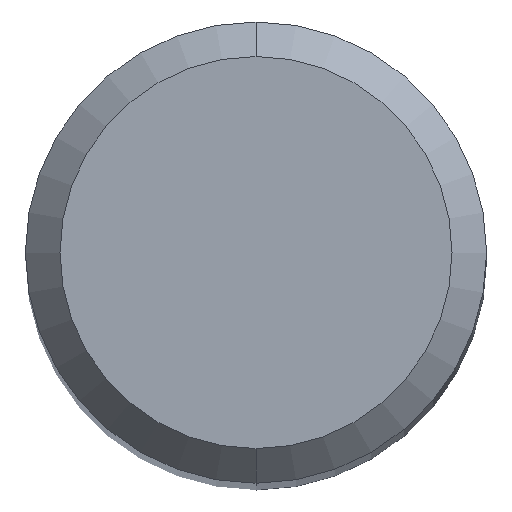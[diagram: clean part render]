
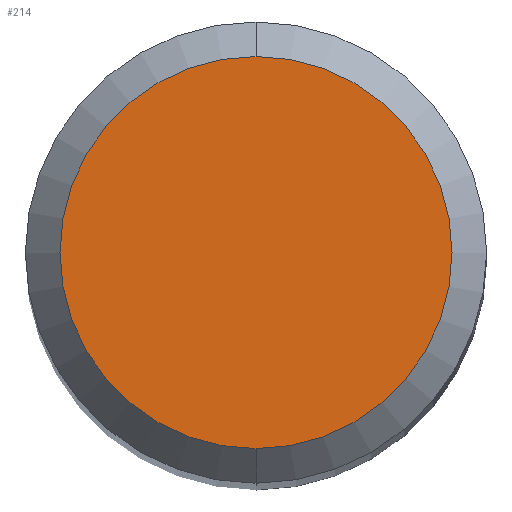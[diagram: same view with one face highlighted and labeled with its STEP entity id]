
A CAD part, top view. The second image highlights one B-rep face of the part: STEP entity #214.
In plain terms, the highlighted planar face has unit normal (0, 0, 1).
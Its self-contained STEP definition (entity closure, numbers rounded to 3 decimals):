
#130=VERTEX_POINT('',#299);
#158=VERTEX_POINT('',#330);
#214=ADVANCED_FACE('',(#391),#392,.T.);
#224=EDGE_CURVE('',#158,#130,#404,.T.);
#236=EDGE_CURVE('',#130,#158,#417,.T.);
#299=CARTESIAN_POINT('',(0.,-1.7,0.0));
#330=CARTESIAN_POINT('',(0.0,1.7,0.0));
#391=FACE_OUTER_BOUND('',#597,.T.);
#392=PLANE('',#598);
#404=CIRCLE('',#615,1.7);
#417=CIRCLE('',#631,1.7);
#597=EDGE_LOOP('',(#801,#802));
#598=AXIS2_PLACEMENT_3D('',#803,#804,#805);
#615=AXIS2_PLACEMENT_3D('',#825,#826,#827);
#631=AXIS2_PLACEMENT_3D('',#841,#842,#843);
#801=ORIENTED_EDGE('',*,*,#224,.F.);
#802=ORIENTED_EDGE('',*,*,#236,.F.);
#803=CARTESIAN_POINT('',(0.0,0.85,0.0));
#804=DIRECTION('',(-0.0,0.0,1.0));
#805=DIRECTION('',(0.0,-1.0,0.0));
#825=CARTESIAN_POINT('',(0.0,0.0,0.0));
#826=DIRECTION('',(0.0,0.0,-1.0));
#827=DIRECTION('',(0.0,1.0,0.0));
#841=CARTESIAN_POINT('',(0.0,0.0,0.0));
#842=DIRECTION('',(0.0,0.0,-1.0));
#843=DIRECTION('',(0.0,1.0,0.0));
